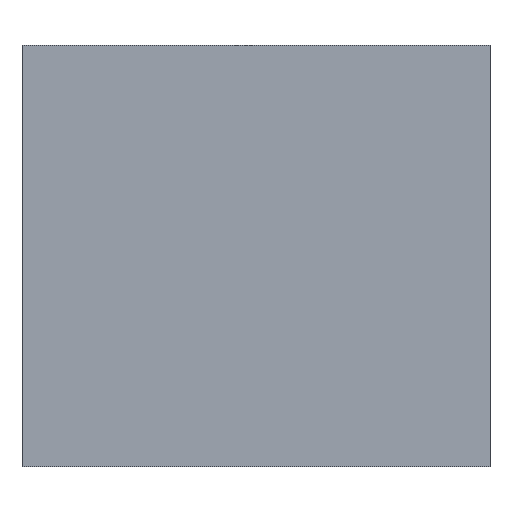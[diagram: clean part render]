
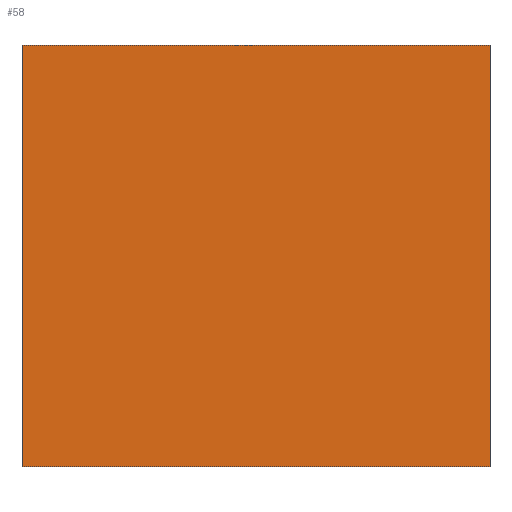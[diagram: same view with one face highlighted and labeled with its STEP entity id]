
A CAD part, top view. The second image highlights one B-rep face of the part: STEP entity #58.
In plain terms, the highlighted planar face has unit normal (0, 0, 1).
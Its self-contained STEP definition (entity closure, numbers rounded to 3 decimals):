
#58 = ADVANCED_FACE( '', ( #99 ), #100, .T. );
#99 = FACE_OUTER_BOUND( '', #133, .T. );
#100 = PLANE( '', #134 );
#133 = EDGE_LOOP( '', ( #189, #190, #191, #192 ) );
#134 = AXIS2_PLACEMENT_3D( '', #193, #194, #195 );
#189 = ORIENTED_EDGE( '', *, *, #222, .T. );
#190 = ORIENTED_EDGE( '', *, *, #224, .T. );
#191 = ORIENTED_EDGE( '', *, *, #211, .T. );
#192 = ORIENTED_EDGE( '', *, *, #216, .T. );
#193 = CARTESIAN_POINT( '', ( -10., -9., 1.5 ) );
#194 = DIRECTION( '', ( 0., 0., 1. ) );
#195 = DIRECTION( '', ( 1., 0., 0. ) );
#211 = EDGE_CURVE( '', #244, #242, #245, .T. );
#216 = EDGE_CURVE( '', #242, #250, #252, .T. );
#222 = EDGE_CURVE( '', #250, #258, #260, .T. );
#224 = EDGE_CURVE( '', #258, #244, #262, .T. );
#242 = VERTEX_POINT( '', #311 );
#244 = VERTEX_POINT( '', #314 );
#245 = LINE( '', #315, #316 );
#250 = VERTEX_POINT( '', #323 );
#252 = LINE( '', #326, #327 );
#258 = VERTEX_POINT( '', #335 );
#260 = LINE( '', #338, #339 );
#262 = LINE( '', #341, #342 );
#311 = CARTESIAN_POINT( '', ( 10., 9., 1.5 ) );
#314 = CARTESIAN_POINT( '', ( 10., -9., 1.5 ) );
#315 = CARTESIAN_POINT( '', ( 10., -9., 1.5 ) );
#316 = VECTOR( '', #358, 1000. );
#323 = CARTESIAN_POINT( '', ( -10., 9., 1.5 ) );
#326 = CARTESIAN_POINT( '', ( 10., 9., 1.5 ) );
#327 = VECTOR( '', #362, 1000. );
#335 = CARTESIAN_POINT( '', ( -10., -9., 1.5 ) );
#338 = CARTESIAN_POINT( '', ( -10., 9., 1.5 ) );
#339 = VECTOR( '', #366, 1000. );
#341 = CARTESIAN_POINT( '', ( -10., -9., 1.5 ) );
#342 = VECTOR( '', #367, 1000. );
#358 = DIRECTION( '', ( 0., 1., 0. ) );
#362 = DIRECTION( '', ( -1., 0., 0. ) );
#366 = DIRECTION( '', ( 0., -1., 0. ) );
#367 = DIRECTION( '', ( 1., 0., 0. ) );
